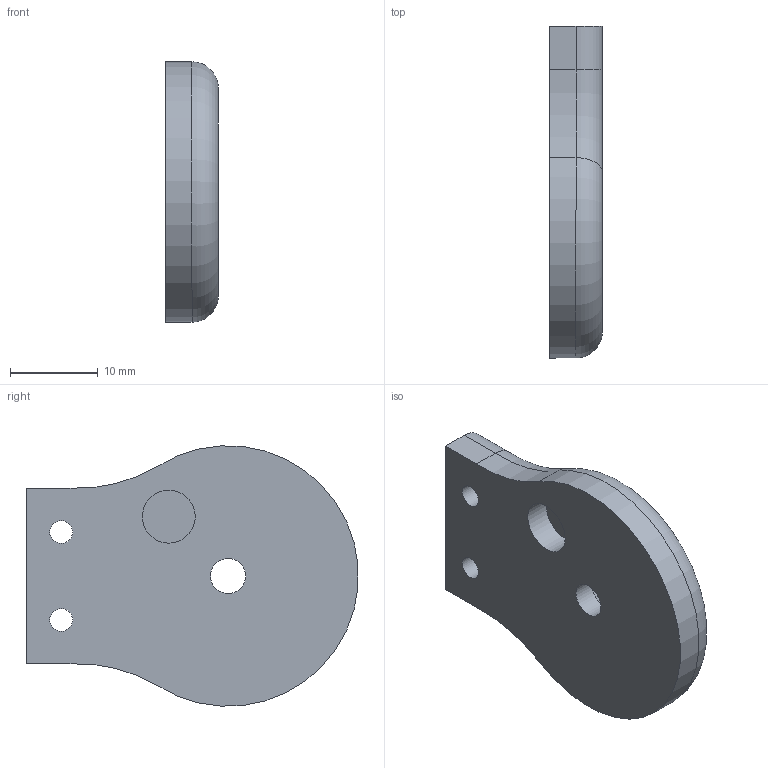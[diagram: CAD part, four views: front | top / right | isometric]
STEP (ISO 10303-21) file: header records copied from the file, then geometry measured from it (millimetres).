
FILE_DESCRIPTION(('FreeCAD Model'),'2;1');
FILE_NAME( 'S3-R-S.step', '2016-01-03T07:33:34',('Author'),(''), 'Open CASCADE STEP processor 6.8','FreeCAD','Unknown');
FILE_SCHEMA(('AUTOMOTIVE_DESIGN_CC2 { 1 2 10303 214 -1 1 5 4 }'));
Length unit declared in the file: millimetre
Products named in the file (1): S3-R
Bounding box: 6 x 37.79 x 29.64 mm (x, y, z)
Volume: 4804.2 mm3; surface area: 2557 mm2
Topology: 1 solids, 1 shells, 25 faces, 59 edges, 38 vertices
Faces by surface type: plane 13, cylinder 9, torus 3
Full cylindrical faces by diameter (mm): 2.6 x2, 4 x1, 6.02 x1
Entity records: 1719 total; most frequent: CARTESIAN_POINT 321, DIRECTION 232, LINE 130, VECTOR 130, ORIENTED_EDGE 118, PCURVE 118, DEFINITIONAL_REPRESENTATION 118, EDGE_CURVE 59
